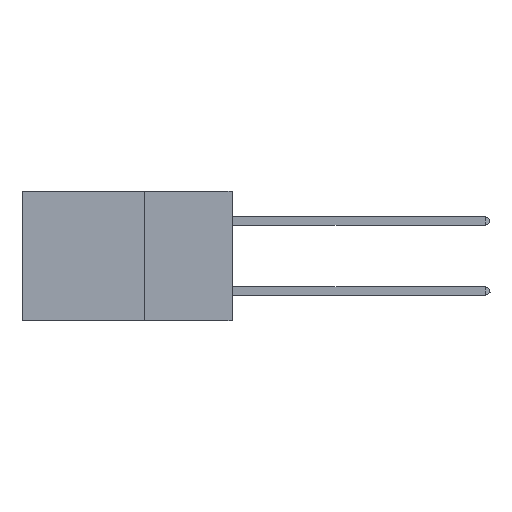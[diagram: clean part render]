
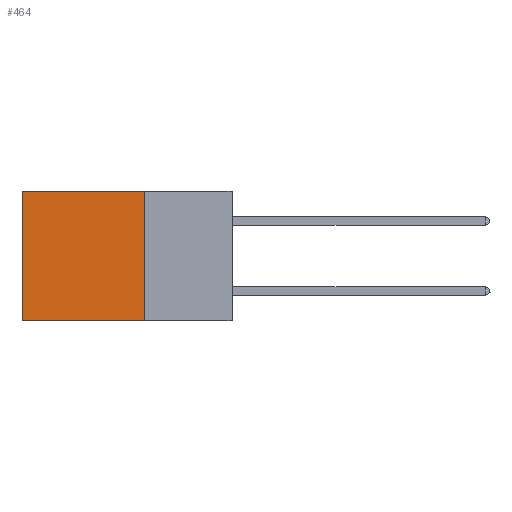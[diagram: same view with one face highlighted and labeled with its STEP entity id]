
A CAD part, left-side view. The second image highlights one B-rep face of the part: STEP entity #464.
In plain terms, the highlighted planar face has unit normal (-1, 0, 0).
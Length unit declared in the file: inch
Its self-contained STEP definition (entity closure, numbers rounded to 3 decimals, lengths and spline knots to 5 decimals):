
#464 = ADVANCED_FACE ( 'NONE', ( #14660 ), #28146, .F. ) ;
#804 = VERTEX_POINT ( 'NONE', #8916 ) ;
#1136 = EDGE_CURVE ( 'NONE', #17030, #27788, #12679, .T. ) ;
#1443 = AXIS2_PLACEMENT_3D ( 'NONE', #30603, #16275, #6875 ) ;
#2365 = ORIENTED_EDGE ( 'NONE', *, *, #22109, .F. ) ;
#3650 = ORIENTED_EDGE ( 'NONE', *, *, #8655, .T. ) ;
#3933 = VECTOR ( 'NONE', #14665, 39.37008 ) ;
#5101 = CARTESIAN_POINT ( 'NONE',  ( 0.2875, 0.25, 0. ) ) ;
#6875 = DIRECTION ( 'NONE',  ( 0., 0., -1. ) ) ;
#8655 = EDGE_CURVE ( 'NONE', #19938, #804, #24103, .T. ) ;
#8916 = CARTESIAN_POINT ( 'NONE',  ( 0.2875, 0.6, 0. ) ) ;
#9434 = CARTESIAN_POINT ( 'NONE',  ( 0.2875, 0.25, 0. ) ) ;
#10229 = LINE ( 'NONE', #17005, #20922 ) ;
#12271 = DIRECTION ( 'NONE',  ( 0., 0., -1. ) ) ;
#12486 = CARTESIAN_POINT ( 'NONE',  ( 0.2875, 0.25, -0.37 ) ) ;
#12679 = LINE ( 'NONE', #12486, #3933 ) ;
#14660 = FACE_OUTER_BOUND ( 'NONE', #31172, .T. ) ;
#14665 = DIRECTION ( 'NONE',  ( 0., 1., 0. ) ) ;
#15013 = ORIENTED_EDGE ( 'NONE', *, *, #25289, .T. ) ;
#16275 = DIRECTION ( 'NONE',  ( 1., 0., 0. ) ) ;
#16841 = LINE ( 'NONE', #23488, #27403 ) ;
#17005 = CARTESIAN_POINT ( 'NONE',  ( 0.2875, 0.25, 0. ) ) ;
#17030 = VERTEX_POINT ( 'NONE', #23312 ) ;
#19938 = VERTEX_POINT ( 'NONE', #5101 ) ;
#20922 = VECTOR ( 'NONE', #12271, 39.37008 ) ;
#22109 = EDGE_CURVE ( 'NONE', #19938, #17030, #10229, .T. ) ;
#23312 = CARTESIAN_POINT ( 'NONE',  ( 0.2875, 0.25, -0.37 ) ) ;
#23488 = CARTESIAN_POINT ( 'NONE',  ( 0.2875, 0.6, 0. ) ) ;
#24103 = LINE ( 'NONE', #9434, #27163 ) ;
#25289 = EDGE_CURVE ( 'NONE', #804, #27788, #16841, .T. ) ;
#25699 = DIRECTION ( 'NONE',  ( 0., 1., 0. ) ) ;
#26070 = CARTESIAN_POINT ( 'NONE',  ( 0.2875, 0.6, -0.37 ) ) ;
#26161 = DIRECTION ( 'NONE',  ( 0., 0., -1. ) ) ;
#27163 = VECTOR ( 'NONE', #25699, 39.37008 ) ;
#27403 = VECTOR ( 'NONE', #26161, 39.37008 ) ;
#27788 = VERTEX_POINT ( 'NONE', #26070 ) ;
#28042 = ORIENTED_EDGE ( 'NONE', *, *, #1136, .F. ) ;
#28146 = PLANE ( 'NONE',  #1443 ) ;
#30603 = CARTESIAN_POINT ( 'NONE',  ( 0.2875, 0.25, 0. ) ) ;
#31172 = EDGE_LOOP ( 'NONE', ( #15013, #28042, #2365, #3650 ) ) ;
